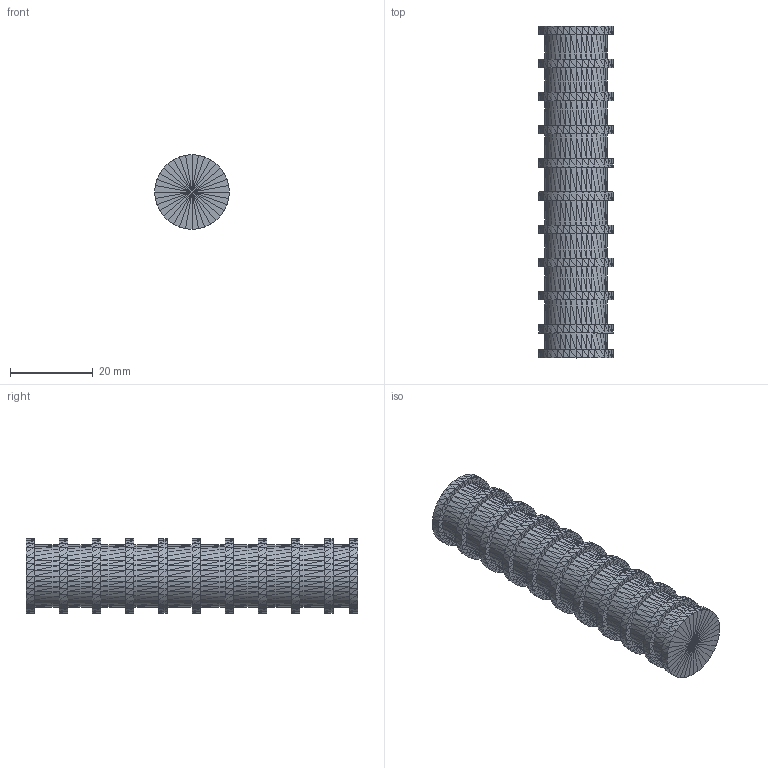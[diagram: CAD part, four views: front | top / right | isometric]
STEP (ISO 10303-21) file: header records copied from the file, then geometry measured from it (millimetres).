
FILE_DESCRIPTION(('FreeCAD Model'),'2;1');
FILE_NAME('Open CASCADE Shape Model','2025-07-02T20:27:22',('Author'),( ''),'Open CASCADE STEP processor 7.8','FreeCAD','Unknown');
FILE_SCHEMA(('AUTOMOTIVE_DESIGN { 1 0 10303 214 1 1 1 1 }'));
Length unit declared in the file: millimetre
Products named in the file (1): plane_backbone_002 (Solid)
Bounding box: 18 x 80 x 18 mm (x, y, z)
Volume: 15767.4 mm3; surface area: 6025.8 mm2
Topology: 1 solids, 1 shells, 3024 faces, 4536 edges, 1514 vertices
Faces by surface type: plane 3024
Entity records: 59002 total; most frequent: DIRECTION 10586, CARTESIAN_POINT 9075, ORIENTED_EDGE 9072, EDGE_CURVE 4536, LINE 4536, VECTOR 4536, AXIS2_PLACEMENT_3D 3025, ADVANCED_FACE 3024
